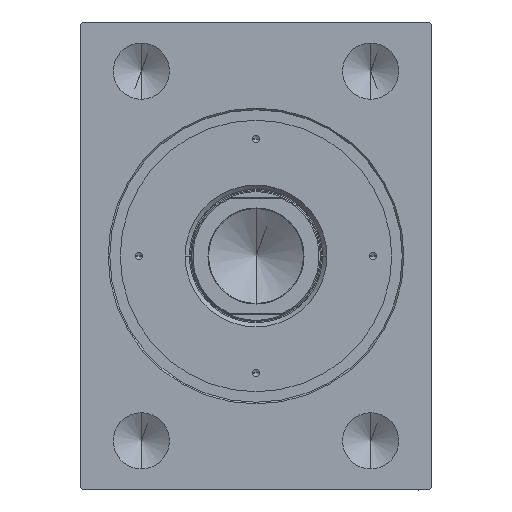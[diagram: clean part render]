
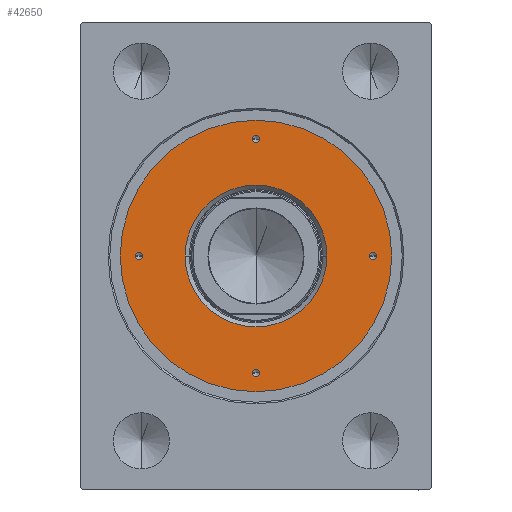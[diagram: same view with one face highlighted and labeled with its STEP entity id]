
A CAD part, left-side view. The second image highlights one B-rep face of the part: STEP entity #42650.
In plain terms, the highlighted face is planar.
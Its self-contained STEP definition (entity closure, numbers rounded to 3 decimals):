
#534 = VERTEX_POINT ( 'NONE', #41973 ) ;
#749 = EDGE_LOOP ( 'NONE', ( #31885, #29447 ) ) ;
#778 = CARTESIAN_POINT ( 'NONE',  ( 50., 0., 15. ) ) ;
#863 = ORIENTED_EDGE ( 'NONE', *, *, #21698, .F. ) ;
#899 = CARTESIAN_POINT ( 'NONE',  ( 50., 0., 15. ) ) ;
#1049 = AXIS2_PLACEMENT_3D ( 'NONE', #13095, #39136, #22227 ) ;
#2324 = CARTESIAN_POINT ( 'NONE',  ( 0., 50., 15. ) ) ;
#3688 = CARTESIAN_POINT ( 'NONE',  ( -1.5, -50., 15. ) ) ;
#3866 = AXIS2_PLACEMENT_3D ( 'NONE', #18655, #32217, #11984 ) ;
#3897 = CIRCLE ( 'NONE', #1049, 58. ) ;
#4281 = DIRECTION ( 'NONE',  ( 1., 0., 0. ) ) ;
#4351 = DIRECTION ( 'NONE',  ( 1., 0., 0. ) ) ;
#4502 = VERTEX_POINT ( 'NONE', #29348 ) ;
#5350 = CARTESIAN_POINT ( 'NONE',  ( 0., -50., 15. ) ) ;
#5949 = VERTEX_POINT ( 'NONE', #40094 ) ;
#6123 = CIRCLE ( 'NONE', #28121, 1.5 ) ;
#6376 = DIRECTION ( 'NONE',  ( 0., 0., 1. ) ) ;
#6710 = DIRECTION ( 'NONE',  ( 1., 0., 0. ) ) ;
#6984 = ORIENTED_EDGE ( 'NONE', *, *, #23559, .F. ) ;
#7013 = DIRECTION ( 'NONE',  ( 0., 0., 1. ) ) ;
#7030 = CARTESIAN_POINT ( 'NONE',  ( 0., 0., 15. ) ) ;
#7115 = CARTESIAN_POINT ( 'NONE',  ( -30.3, 0., 15. ) ) ;
#7178 = CARTESIAN_POINT ( 'NONE',  ( -50., 0., 15. ) ) ;
#8864 = EDGE_CURVE ( 'NONE', #31922, #26428, #10832, .T. ) ;
#8910 = ORIENTED_EDGE ( 'NONE', *, *, #20617, .F. ) ;
#8995 = ORIENTED_EDGE ( 'NONE', *, *, #26956, .F. ) ;
#9613 = CARTESIAN_POINT ( 'NONE',  ( 0., 0., 15. ) ) ;
#9726 = CARTESIAN_POINT ( 'NONE',  ( 0., 0., 15. ) ) ;
#10473 = DIRECTION ( 'NONE',  ( 1., 0., 0. ) ) ;
#10800 = ORIENTED_EDGE ( 'NONE', *, *, #17791, .F. ) ;
#10832 = CIRCLE ( 'NONE', #37079, 30.3 ) ;
#11774 = AXIS2_PLACEMENT_3D ( 'NONE', #24665, #41572, #27770 ) ;
#11904 = AXIS2_PLACEMENT_3D ( 'NONE', #7178, #18072, #4281 ) ;
#11984 = DIRECTION ( 'NONE',  ( 1., 0., 0. ) ) ;
#12593 = EDGE_LOOP ( 'NONE', ( #13475, #18564 ) ) ;
#12627 = DIRECTION ( 'NONE',  ( 0., 0., -1. ) ) ;
#12641 = EDGE_CURVE ( 'NONE', #26428, #31922, #28661, .T. ) ;
#12771 = CIRCLE ( 'NONE', #37621, 58. ) ;
#12775 = DIRECTION ( 'NONE',  ( 1., 0., 0. ) ) ;
#13095 = CARTESIAN_POINT ( 'NONE',  ( 0., 0., 15. ) ) ;
#13475 = ORIENTED_EDGE ( 'NONE', *, *, #8864, .T. ) ;
#14603 = VERTEX_POINT ( 'NONE', #15806 ) ;
#14806 = VERTEX_POINT ( 'NONE', #32209 ) ;
#15527 = CARTESIAN_POINT ( 'NONE',  ( 58., 0., 15. ) ) ;
#15806 = CARTESIAN_POINT ( 'NONE',  ( -51.5, 0., 15. ) ) ;
#16027 = ORIENTED_EDGE ( 'NONE', *, *, #30583, .T. ) ;
#16765 = EDGE_LOOP ( 'NONE', ( #39778, #16027 ) ) ;
#16854 = EDGE_CURVE ( 'NONE', #38152, #534, #36497, .T. ) ;
#17362 = CIRCLE ( 'NONE', #3866, 1.5 ) ;
#17791 = EDGE_CURVE ( 'NONE', #14806, #14603, #17362, .T. ) ;
#18070 = CARTESIAN_POINT ( 'NONE',  ( 48.5, 0., 15. ) ) ;
#18072 = DIRECTION ( 'NONE',  ( 0., 0., 1. ) ) ;
#18564 = ORIENTED_EDGE ( 'NONE', *, *, #12641, .T. ) ;
#18655 = CARTESIAN_POINT ( 'NONE',  ( -50., 0., 15. ) ) ;
#19078 = CARTESIAN_POINT ( 'NONE',  ( 0., 0., 15. ) ) ;
#19316 = AXIS2_PLACEMENT_3D ( 'NONE', #9726, #6376, #19723 ) ;
#19363 = EDGE_CURVE ( 'NONE', #34149, #43832, #3897, .T. ) ;
#19541 = CIRCLE ( 'NONE', #20236, 1.5 ) ;
#19582 = CIRCLE ( 'NONE', #11774, 1.5 ) ;
#19723 = DIRECTION ( 'NONE',  ( 1., 0., 0. ) ) ;
#20236 = AXIS2_PLACEMENT_3D ( 'NONE', #5350, #31600, #22024 ) ;
#20617 = EDGE_CURVE ( 'NONE', #23332, #5949, #19541, .T. ) ;
#21698 = EDGE_CURVE ( 'NONE', #4502, #26512, #19582, .T. ) ;
#22024 = DIRECTION ( 'NONE',  ( 1., 0., 0. ) ) ;
#22227 = DIRECTION ( 'NONE',  ( 1., 0., 0. ) ) ;
#23332 = VERTEX_POINT ( 'NONE', #3688 ) ;
#23341 = DIRECTION ( 'NONE',  ( 0., 0., 1. ) ) ;
#23557 = CARTESIAN_POINT ( 'NONE',  ( 0., -50., 15. ) ) ;
#23559 = EDGE_CURVE ( 'NONE', #26512, #4502, #6123, .T. ) ;
#23913 = DIRECTION ( 'NONE',  ( 1., 0., 0. ) ) ;
#23930 = DIRECTION ( 'NONE',  ( 0., 0., 1. ) ) ;
#24665 = CARTESIAN_POINT ( 'NONE',  ( 0., 50., 15. ) ) ;
#24885 = AXIS2_PLACEMENT_3D ( 'NONE', #778, #7013, #23913 ) ;
#25245 = AXIS2_PLACEMENT_3D ( 'NONE', #899, #34925, #10473 ) ;
#25551 = ORIENTED_EDGE ( 'NONE', *, *, #34683, .F. ) ;
#25739 = FACE_BOUND ( 'NONE', #33659, .T. ) ;
#26388 = FACE_OUTER_BOUND ( 'NONE', #16765, .T. ) ;
#26428 = VERTEX_POINT ( 'NONE', #7115 ) ;
#26512 = VERTEX_POINT ( 'NONE', #28012 ) ;
#26615 = PLANE ( 'NONE',  #19316 ) ;
#26956 = EDGE_CURVE ( 'NONE', #14603, #14806, #29631, .T. ) ;
#27770 = DIRECTION ( 'NONE',  ( 1., 0., 0. ) ) ;
#28012 = CARTESIAN_POINT ( 'NONE',  ( -1.5, 50., 15. ) ) ;
#28121 = AXIS2_PLACEMENT_3D ( 'NONE', #2324, #33231, #12775 ) ;
#28661 = CIRCLE ( 'NONE', #39301, 30.3 ) ;
#29348 = CARTESIAN_POINT ( 'NONE',  ( 1.5, 50., 15. ) ) ;
#29447 = ORIENTED_EDGE ( 'NONE', *, *, #16854, .F. ) ;
#29631 = CIRCLE ( 'NONE', #11904, 1.5 ) ;
#30583 = EDGE_CURVE ( 'NONE', #43832, #34149, #12771, .T. ) ;
#30765 = EDGE_LOOP ( 'NONE', ( #10800, #8995 ) ) ;
#31600 = DIRECTION ( 'NONE',  ( 0., 0., 1. ) ) ;
#31885 = ORIENTED_EDGE ( 'NONE', *, *, #37701, .F. ) ;
#31922 = VERTEX_POINT ( 'NONE', #33406 ) ;
#32209 = CARTESIAN_POINT ( 'NONE',  ( -48.5, 0., 15. ) ) ;
#32217 = DIRECTION ( 'NONE',  ( 0., 0., 1. ) ) ;
#33231 = DIRECTION ( 'NONE',  ( 0., 0., 1. ) ) ;
#33292 = FACE_BOUND ( 'NONE', #12593, .T. ) ;
#33297 = DIRECTION ( 'NONE',  ( 1., 0., 0. ) ) ;
#33406 = CARTESIAN_POINT ( 'NONE',  ( 30.3, 0., 15. ) ) ;
#33657 = AXIS2_PLACEMENT_3D ( 'NONE', #23557, #23341, #37125 ) ;
#33659 = EDGE_LOOP ( 'NONE', ( #863, #6984 ) ) ;
#34149 = VERTEX_POINT ( 'NONE', #38117 ) ;
#34683 = EDGE_CURVE ( 'NONE', #5949, #23332, #40030, .T. ) ;
#34925 = DIRECTION ( 'NONE',  ( 0., 0., 1. ) ) ;
#36497 = CIRCLE ( 'NONE', #25245, 1.5 ) ;
#36947 = CIRCLE ( 'NONE', #24885, 1.5 ) ;
#37079 = AXIS2_PLACEMENT_3D ( 'NONE', #19078, #12627, #33297 ) ;
#37125 = DIRECTION ( 'NONE',  ( 1., 0., 0. ) ) ;
#37172 = DIRECTION ( 'NONE',  ( 0., 0., -1. ) ) ;
#37621 = AXIS2_PLACEMENT_3D ( 'NONE', #7030, #23930, #4351 ) ;
#37701 = EDGE_CURVE ( 'NONE', #534, #38152, #36947, .T. ) ;
#38117 = CARTESIAN_POINT ( 'NONE',  ( -58., 0., 15. ) ) ;
#38152 = VERTEX_POINT ( 'NONE', #18070 ) ;
#39136 = DIRECTION ( 'NONE',  ( 0., 0., 1. ) ) ;
#39301 = AXIS2_PLACEMENT_3D ( 'NONE', #9613, #37172, #6710 ) ;
#39314 = FACE_BOUND ( 'NONE', #749, .T. ) ;
#39778 = ORIENTED_EDGE ( 'NONE', *, *, #19363, .T. ) ;
#40030 = CIRCLE ( 'NONE', #33657, 1.5 ) ;
#40094 = CARTESIAN_POINT ( 'NONE',  ( 1.5, -50., 15. ) ) ;
#41572 = DIRECTION ( 'NONE',  ( 0., 0., 1. ) ) ;
#41973 = CARTESIAN_POINT ( 'NONE',  ( 51.5, 0., 15. ) ) ;
#42650 = ADVANCED_FACE ( 'NONE', ( #42651, #25739, #39314, #42878, #33292, #26388 ), #26615, .T. ) ;
#42651 = FACE_BOUND ( 'NONE', #30765, .T. ) ;
#42878 = FACE_BOUND ( 'NONE', #43254, .T. ) ;
#43254 = EDGE_LOOP ( 'NONE', ( #25551, #8910 ) ) ;
#43832 = VERTEX_POINT ( 'NONE', #15527 ) ;
